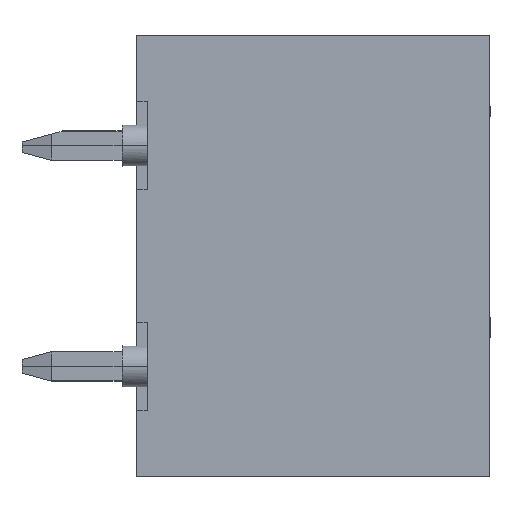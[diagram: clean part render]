
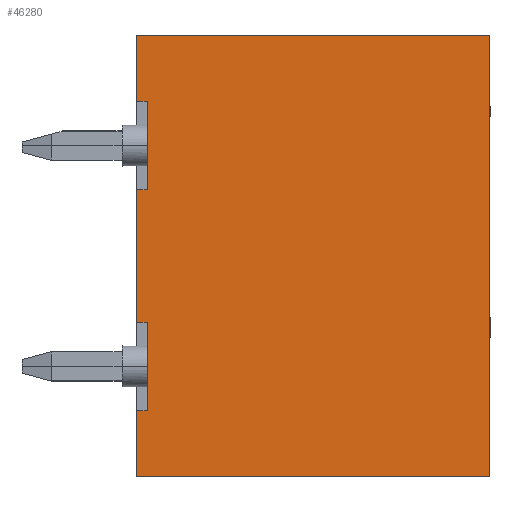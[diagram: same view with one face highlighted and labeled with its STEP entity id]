
A CAD part, front view. The second image highlights one B-rep face of the part: STEP entity #46280.
In plain terms, the highlighted planar face has unit normal (0, -1, 0).
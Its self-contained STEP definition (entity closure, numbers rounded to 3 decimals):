
#60=CARTESIAN_POINT('',(0.,37.773,
   3.75));
#70=DIRECTION('',(1.,0.,
   0.));
#80=VECTOR('',#70,1.);
#90=LINE('',#60,#80);
#100=CARTESIAN_POINT('',(36.627,37.773,
   3.75));
#110=VERTEX_POINT('',#100);
#120=CARTESIAN_POINT('',(48.627,37.773,
   3.75));
#130=VERTEX_POINT('',#120);
#140=EDGE_CURVE('',#110,#130,#90,.T.);
#8630=CARTESIAN_POINT('',(36.977,37.773,
   1.5));
#8640=VERTEX_POINT('',#8630);
#8670=CARTESIAN_POINT('',(36.977,37.773,
   -2.5));
#8680=DIRECTION('',(0.,0.,
   1.));
#8690=VECTOR('',#8680,1.);
#8700=LINE('',#8670,#8690);
#8710=CARTESIAN_POINT('',(36.977,37.773,
   -1.5));
#8720=VERTEX_POINT('',#8710);
#8730=EDGE_CURVE('',#8720,#8640,#8700,.T.);
#13130=CARTESIAN_POINT('',(36.627,37.773
   ,1.5));
#13140=VERTEX_POINT('',#13130);
#13170=CARTESIAN_POINT('',(0.,37.773
   ,1.5));
#13180=DIRECTION('',(1.,0.,
   0.));
#13190=VECTOR('',#13180,1.);
#13200=LINE('',#13170,#13190);
#13210=EDGE_CURVE('',#13140,#8640,#13200,.T.);
#25920=CARTESIAN_POINT('',(48.627,37.773
   ,-11.25));
#25930=VERTEX_POINT('',#25920);
#25960=CARTESIAN_POINT('',(48.627,37.773
   ,-5.275));
#25970=DIRECTION('',(0.,0.,
   1.));
#25980=VECTOR('',#25970,1.);
#25990=LINE('',#25960,#25980);
#26000=EDGE_CURVE('',#25930,#130,#25990,.T.);
#26190=CARTESIAN_POINT('',(0.,37.773
   ,-1.5));
#26200=DIRECTION('',(-1.,0.,
   0.));
#26210=VECTOR('',#26200,1.);
#26220=LINE('',#26190,#26210);
#26230=CARTESIAN_POINT('',(36.627,37.773
   ,-1.5));
#26240=VERTEX_POINT('',#26230);
#26250=EDGE_CURVE('',#8720,#26240,#26220,.T.);
#31540=CARTESIAN_POINT('',(36.627,37.773
   ,-11.25));
#31550=VERTEX_POINT('',#31540);
#31580=CARTESIAN_POINT('',(0.,37.773
   ,-11.25));
#31590=DIRECTION('',(1.,0.,
   0.));
#31600=VECTOR('',#31590,1.);
#31610=LINE('',#31580,#31600);
#31620=EDGE_CURVE('',#31550,#25930,#31610,.T.);
#45710=CARTESIAN_POINT('',(38.127,37.773
   ,-2.5));
#45720=DIRECTION('',(0.,-1.,
   0.));
#45730=DIRECTION('',(-1.,0.,
   0.));
#45740=AXIS2_PLACEMENT_3D('',#45710,#45720,#45730);
#45750=PLANE('',#45740);
#45760=CARTESIAN_POINT('',(36.627,37.773
   ,-2.5));
#45770=DIRECTION('',(0.,0.,
   1.));
#45780=VECTOR('',#45770,1.);
#45790=LINE('',#45760,#45780);
#45800=CARTESIAN_POINT('',(36.627,37.773
   ,-9.));
#45810=VERTEX_POINT('',#45800);
#45820=EDGE_CURVE('',#31550,#45810,#45790,.T.);
#45830=ORIENTED_EDGE('',*,*,#45820,.F.);
#45840=CARTESIAN_POINT('',(0.,37.773
   ,-9.));
#45850=DIRECTION('',(1.,0.,
   0.));
#45860=VECTOR('',#45850,1.);
#45870=LINE('',#45840,#45860);
#45880=CARTESIAN_POINT('',(36.977,37.773
   ,-9.));
#45890=VERTEX_POINT('',#45880);
#45900=EDGE_CURVE('',#45810,#45890,#45870,.T.);
#45910=ORIENTED_EDGE('',*,*,#45900,.F.);
#45920=CARTESIAN_POINT('',(36.977,37.773
   ,-2.5));
#45930=DIRECTION('',(0.,0.,
   1.));
#45940=VECTOR('',#45930,1.);
#45950=LINE('',#45920,#45940);
#45960=CARTESIAN_POINT('',(36.977,37.773
   ,-6.));
#45970=VERTEX_POINT('',#45960);
#45980=EDGE_CURVE('',#45890,#45970,#45950,.T.);
#45990=ORIENTED_EDGE('',*,*,#45980,.F.);
#46000=CARTESIAN_POINT('',(0.,37.773
   ,-6.));
#46010=DIRECTION('',(-1.,0.,
   0.));
#46020=VECTOR('',#46010,1.);
#46030=LINE('',#46000,#46020);
#46040=CARTESIAN_POINT('',(36.627,37.773
   ,-6.));
#46050=VERTEX_POINT('',#46040);
#46060=EDGE_CURVE('',#45970,#46050,#46030,.T.);
#46070=ORIENTED_EDGE('',*,*,#46060,.F.);
#46080=CARTESIAN_POINT('',(36.627,37.773
   ,0.));
#46090=DIRECTION('',(0.,0.,
   1.));
#46100=VECTOR('',#46090,1.);
#46110=LINE('',#46080,#46100);
#46120=EDGE_CURVE('',#46050,#26240,#46110,.T.);
#46130=ORIENTED_EDGE('',*,*,#46120,.F.);
#46140=ORIENTED_EDGE('',*,*,#26250,.T.);
#46150=ORIENTED_EDGE('',*,*,#8730,.F.);
#46160=ORIENTED_EDGE('',*,*,#13210,.T.);
#46170=CARTESIAN_POINT('',(36.627,37.773
   ,0.));
#46180=DIRECTION('',(0.,0.,
   1.));
#46190=VECTOR('',#46180,1.);
#46200=LINE('',#46170,#46190);
#46210=EDGE_CURVE('',#13140,#110,#46200,.T.);
#46220=ORIENTED_EDGE('',*,*,#46210,.F.);
#46230=ORIENTED_EDGE('',*,*,#140,.F.);
#46240=ORIENTED_EDGE('',*,*,#26000,.T.);
#46250=ORIENTED_EDGE('',*,*,#31620,.T.);
#46260=EDGE_LOOP('',(#46250,#46240,#46230,#46220,#46160,#46150,#46140,
   #46130,#46070,#45990,#45910,#45830));
#46270=FACE_OUTER_BOUND('',#46260,.T.);
#46280=ADVANCED_FACE('',(#46270),#45750,.T.);
